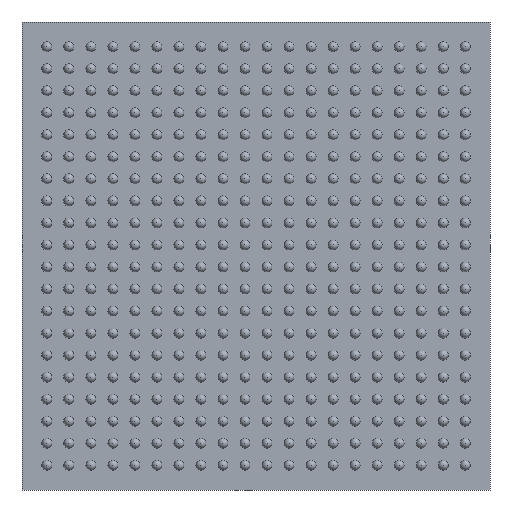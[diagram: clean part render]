
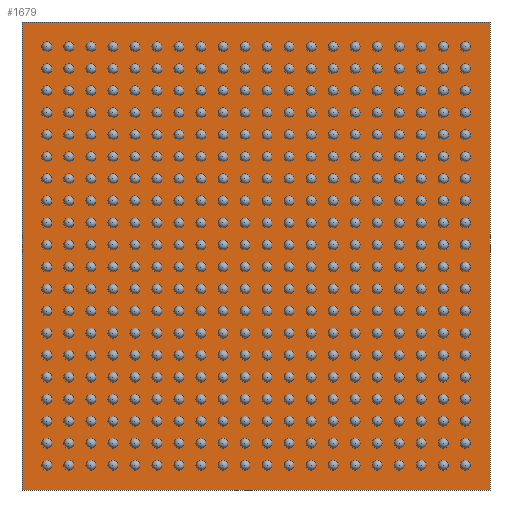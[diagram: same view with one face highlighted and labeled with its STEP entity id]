
A CAD part, front view. The second image highlights one B-rep face of the part: STEP entity #1679.
In plain terms, the highlighted planar face has unit normal (0, -1, 0).
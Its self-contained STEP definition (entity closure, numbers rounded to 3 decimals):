
#1643 = EDGE_CURVE('',#1644,#1646,#1648,.T.);
#1644 = VERTEX_POINT('',#1645);
#1645 = CARTESIAN_POINT('',(-8.5,0.288,8.5));
#1646 = VERTEX_POINT('',#1647);
#1647 = CARTESIAN_POINT('',(-8.5,0.288,-8.5));
#1648 = LINE('',#1649,#1650);
#1649 = CARTESIAN_POINT('',(-8.5,0.288,8.5));
#1650 = VECTOR('',#1651,1.);
#1651 = DIRECTION('',(0.,0.,-1.));
#1679 = ADVANCED_FACE('',(#1680),#1705,.F.);
#1680 = FACE_BOUND('',#1681,.T.);
#1681 = EDGE_LOOP('',(#1682,#1683,#1691,#1699));
#1682 = ORIENTED_EDGE('',*,*,#1643,.T.);
#1683 = ORIENTED_EDGE('',*,*,#1684,.T.);
#1684 = EDGE_CURVE('',#1646,#1685,#1687,.T.);
#1685 = VERTEX_POINT('',#1686);
#1686 = CARTESIAN_POINT('',(8.5,0.288,-8.5));
#1687 = LINE('',#1688,#1689);
#1688 = CARTESIAN_POINT('',(-8.5,0.288,-8.5));
#1689 = VECTOR('',#1690,1.);
#1690 = DIRECTION('',(1.,0.,0.));
#1691 = ORIENTED_EDGE('',*,*,#1692,.T.);
#1692 = EDGE_CURVE('',#1685,#1693,#1695,.T.);
#1693 = VERTEX_POINT('',#1694);
#1694 = CARTESIAN_POINT('',(8.5,0.288,8.5));
#1695 = LINE('',#1696,#1697);
#1696 = CARTESIAN_POINT('',(8.5,0.288,-8.5));
#1697 = VECTOR('',#1698,1.);
#1698 = DIRECTION('',(0.,0.,1.));
#1699 = ORIENTED_EDGE('',*,*,#1700,.T.);
#1700 = EDGE_CURVE('',#1693,#1644,#1701,.T.);
#1701 = LINE('',#1702,#1703);
#1702 = CARTESIAN_POINT('',(8.5,0.288,8.5));
#1703 = VECTOR('',#1704,1.);
#1704 = DIRECTION('',(-1.,0.,0.));
#1705 = PLANE('',#1706);
#1706 = AXIS2_PLACEMENT_3D('',#1707,#1708,#1709);
#1707 = CARTESIAN_POINT('',(0.,0.288,0.));
#1708 = DIRECTION('',(0.,1.,0.));
#1709 = DIRECTION('',(0.,0.,1.));
